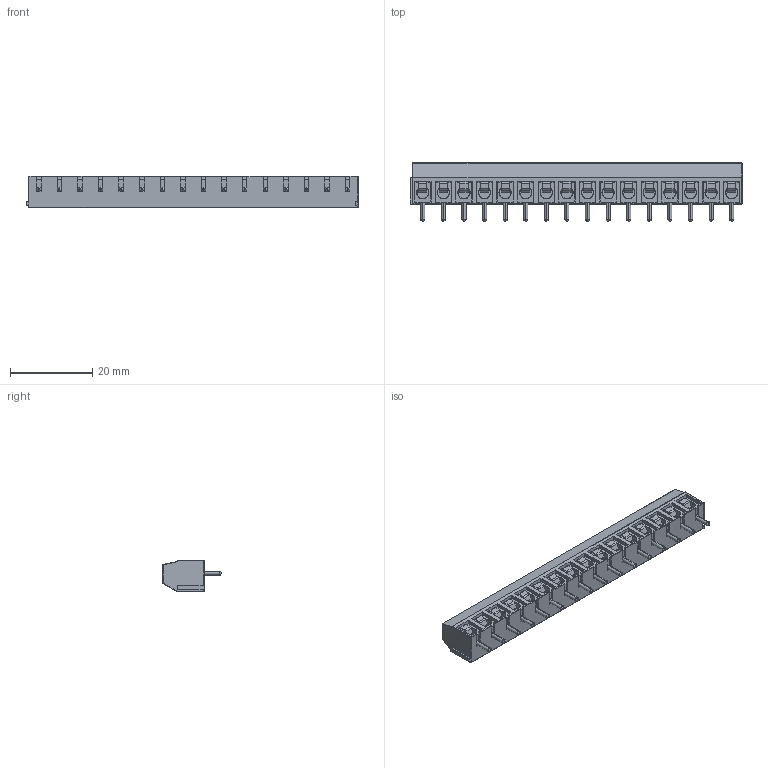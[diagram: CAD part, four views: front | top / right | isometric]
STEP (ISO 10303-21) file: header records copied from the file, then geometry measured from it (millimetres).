
FILE_DESCRIPTION((''),'2;1');
FILE_NAME('TB5P-16P_P5_L80_W7-6_H10','2019-11-24T',('Dragos'),(''),'PRO/ENGINEER BY PARAMETRIC TECHNOLOGY CORPORATION, 2004440','PRO/ENGINEER BY PARAMETRIC TECHNOLOGY CORPORATION, 2004440','');
FILE_SCHEMA(('AUTOMOTIVE_DESIGN { 1 0 10303 214 1 1 1 1 }'));
Products named in the file (1): TB5P-16P_P5_L80_W7-6_H10
Bounding box: 80.6 x 14.1 x 7.6 mm (x, y, z)
Volume: 4423.7 mm3; surface area: 8078.7 mm2
Topology: 1 solids, 1 shells, 1390 faces, 3505 edges, 2292 vertices
Faces by surface type: plane 636, cylinder 486, torus 160, bspline 96, sphere 12
Entity records: 65855 total; most frequent: CARTESIAN_POINT 17415, ORIENTED_EDGE 6850, DIRECTION 6829, PRESENTATION_STYLE_ASSIGNMENT 3904, STYLED_ITEM 3507, CURVE_STYLE 3506, EDGE_CURVE 3425, AXIS2_PLACEMENT_3D 2387
